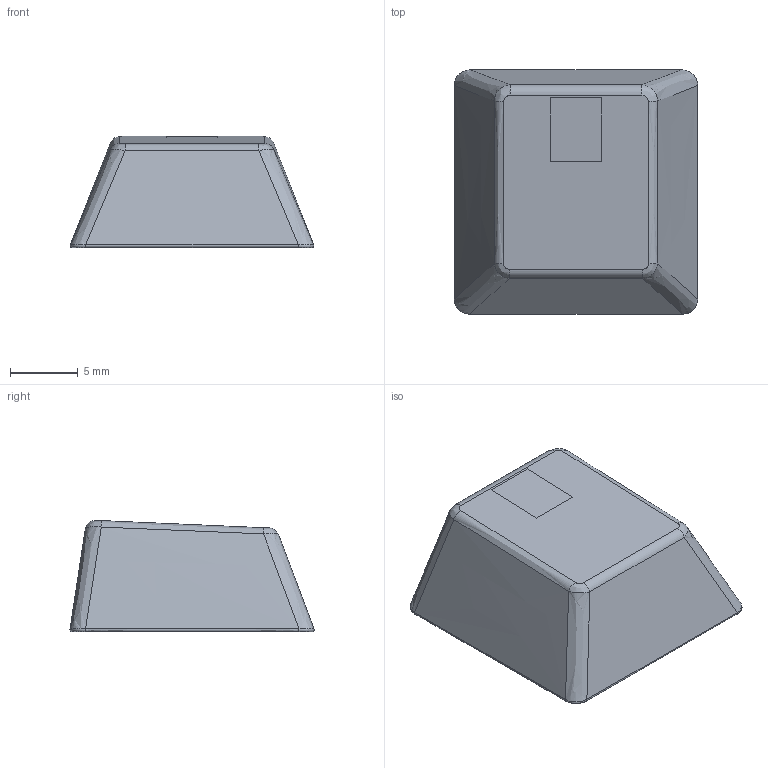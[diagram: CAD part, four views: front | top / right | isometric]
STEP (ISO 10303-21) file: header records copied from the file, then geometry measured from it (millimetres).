
FILE_DESCRIPTION(/* description */ (''),/* implementation_level */ '2;1');
FILE_NAME(/* name */ 'KeyCap Tight.step',/* time_stamp */ '2025-12-12T02:21:21+01:00',/* author */ (''),/* organization */ (''),/* preprocessor_version */ 'ST-DEVELOPER v20.1',/* originating_system */ 'Autodesk Translation Framework v14.21.0.0',/* authorisation */ '');
FILE_SCHEMA (('AUTOMOTIVE_DESIGN { 1 0 10303 214 3 1 1 }'));
Length unit declared in the file: millimetre
Products named in the file (1): KeyCap
Bounding box: 17.96 x 18.01 x 8.21 mm (x, y, z)
Volume: 1003.5 mm3; surface area: 1431.4 mm2
Topology: 2 solids, 2 shells, 105 faces, 269 edges, 168 vertices
Faces by surface type: plane 48, bspline 34, cylinder 21, torus 2
Full cylindrical faces by diameter (mm): 5.8 x1
Entity records: 4285 total; most frequent: CARTESIAN_POINT 1947, ORIENTED_EDGE 538, DIRECTION 369, EDGE_CURVE 269, VERTEX_POINT 168, LINE 125, VECTOR 125, AXIS2_PLACEMENT_3D 122
